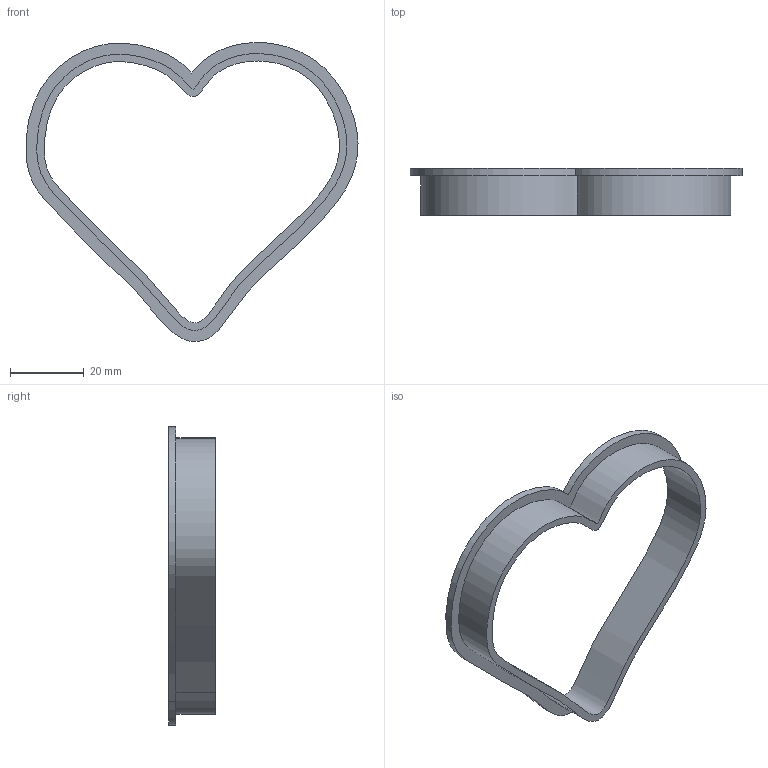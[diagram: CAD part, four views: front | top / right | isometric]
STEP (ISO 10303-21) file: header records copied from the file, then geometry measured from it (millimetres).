
FILE_DESCRIPTION(/* description */ ('STEP AP242','CAx-IF Rec.Pracs.---Representation and Presentation of Product Manufacturing Information (PMI)---4.0---2014-10-13','CAx-IF Rec.Pracs.---3D Tessellated Geometry---0.4---2014-09-14','2;1'),/* implementation_level */ '2;1');
FILE_NAME(/* name */ '6844e3c9c4f548454de16d4c',/* time_stamp */ '2025-06-08T01:13:45Z',/* author */ (''),/* organization */ (''),/* preprocessor_version */ 'ST-DEVELOPER v20',/* originating_system */ 'ONSHAPE BY PTC INC, 1.199',/* authorisation */ ' ');
FILE_SCHEMA (('AP242_MANAGED_MODEL_BASED_3D_ENGINEERING_MIM_LF { 1 0 10303 442 1 1 4 }'));
Length unit declared in the file: metre
Products named in the file (1): Part 1
Bounding box: 89.9 x 12.7 x 80.95 mm (x, y, z)
Volume: 5859.5 mm3; surface area: 8902.2 mm2
Topology: 1 solids, 1 shells, 8 faces, 15 edges, 10 vertices
Faces by surface type: bspline 5, plane 3
Entity records: 1158 total; most frequent: CARTESIAN_POINT 1006, ORIENTED_EDGE 28, EDGE_CURVE 14, EDGE_LOOP 12, FACE_BOUND 12, DIRECTION 12, VERTEX_POINT 10, B_SPLINE_CURVE_WITH_KNOTS 10
